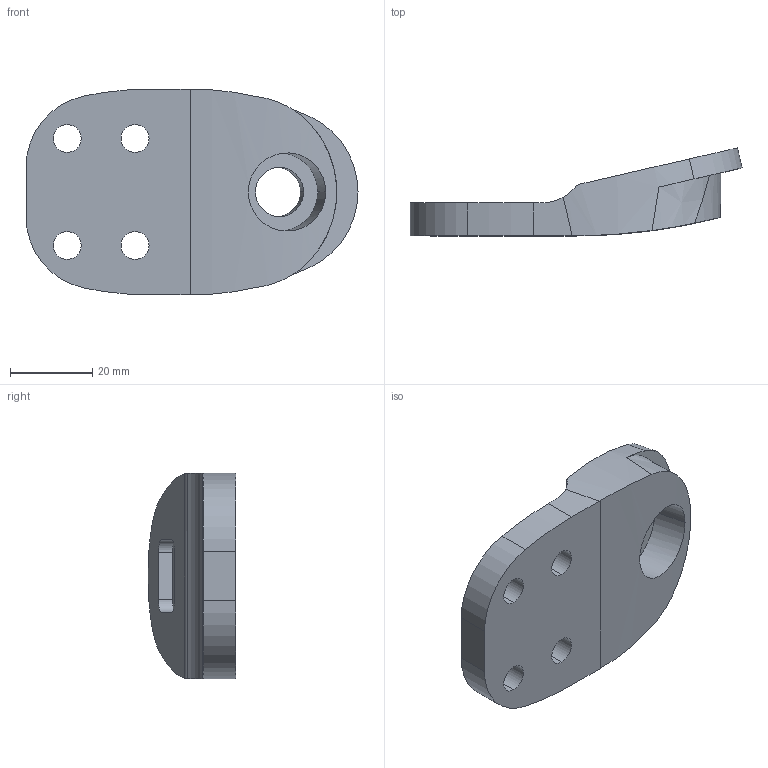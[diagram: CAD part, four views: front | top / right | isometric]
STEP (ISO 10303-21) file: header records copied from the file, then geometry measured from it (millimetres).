
FILE_DESCRIPTION (( 'STEP AP203' ), '1' );
FILE_NAME ('Cheville TINO_20211208.STEP', '2021-12-08T09:01:29', ( '' ), ( '' ), 'SwSTEP 2.0', 'SolidWorks 2017', '' );
FILE_SCHEMA (( 'CONFIG_CONTROL_DESIGN' ));
Length unit declared in the file: millimetre
Products named in the file (1): Cheville TINO_20211208
Bounding box: 80.68 x 21.36 x 50 mm (x, y, z)
Volume: 32047.1 mm3; surface area: 10400.6 mm2
Topology: 1 solids, 1 shells, 43 faces, 117 edges, 78 vertices
Faces by surface type: cylinder 28, plane 13, bspline 2
Entity records: 1696 total; most frequent: CARTESIAN_POINT 510, ORIENTED_EDGE 234, DIRECTION 229, EDGE_CURVE 117, AXIS2_PLACEMENT_3D 90, VERTEX_POINT 78, EDGE_LOOP 55, VECTOR 49
